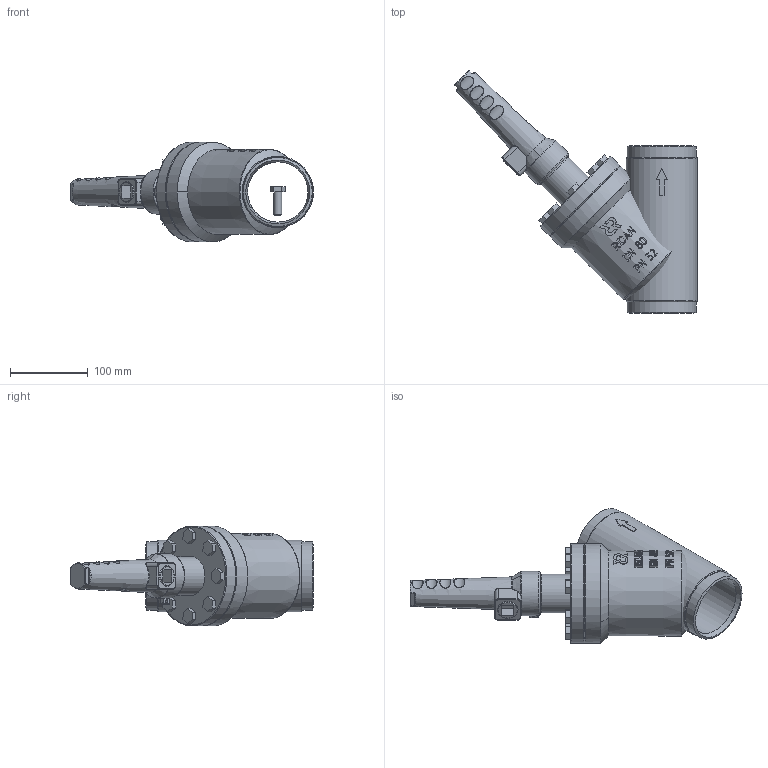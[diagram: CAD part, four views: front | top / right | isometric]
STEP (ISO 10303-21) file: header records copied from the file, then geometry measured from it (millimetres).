
FILE_DESCRIPTION(('TFLEX Exchange Step'),'2;1');
FILE_NAME('148B3080R.stp', '2024-08-12T16:38:29+03:00',('RUCO2978'),('Unknown organisation'),'TFLEX Exchange 2022.1','T-FLEX CAD','Unknown authorisation');
FILE_SCHEMA( ('AP242_MANAGED_MODEL_BASED_3D_ENGINEERING_MIM_LF {1 0 10303 442 1 1 4 }') );
Length unit declared in the file: millimetre
Products named in the file (4): Болт 1; Колпачек 80-100; Крышка REG SVA 80 D STR; REG SVA 80 D STR
Assembly tree (10 placements, depth 3):
  REG SVA 80 D STR
    Болт 1  x8
    Крышка REG SVA 80 D STR
      Колпачек 80-100
Bounding box: 313.28 x 313.18 x 128.66 mm (x, y, z)
Volume: 849627.8 mm3; surface area: 315018.2 mm2
Topology: 46 solids, 47 shells, 720 faces, 1810 edges, 1192 vertices
Faces by surface type: plane 333, bspline 225, cylinder 83, torus 38, cone 37, sphere 4
Full cylindrical faces by diameter (mm): 4 x1, 10 x25, 45.4 x1, 50 x1, 57 x1, 77.86 x1, 77.9 x1, 78.001 x1, 88.9 x2, 92 x1, 128.62 x2
Entity records: 37498 total; most frequent: CARTESIAN_POINT 22970, ORIENTED_EDGE 3192, DIRECTION 2295, EDGE_CURVE 1596, VERTEX_POINT 1048, AXIS2_PLACEMENT_3D 800, VECTOR 695, LINE 695
